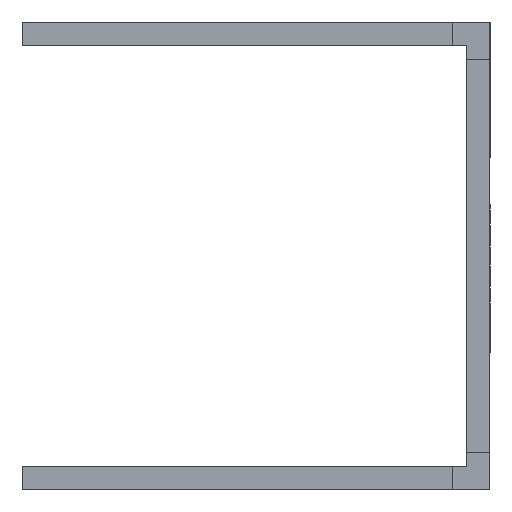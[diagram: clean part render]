
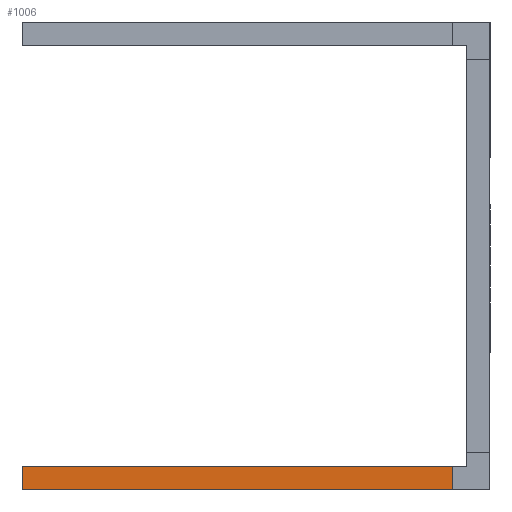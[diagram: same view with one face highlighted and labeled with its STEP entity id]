
A CAD part, left-side view. The second image highlights one B-rep face of the part: STEP entity #1006.
In plain terms, the highlighted planar face has unit normal (-1, 0, 0).
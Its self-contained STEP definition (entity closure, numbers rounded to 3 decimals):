
#36 = ORIENTED_EDGE ( 'NONE', *, *, #638, .T. ) ;
#53 = CARTESIAN_POINT ( 'NONE',  ( 0., 0., -25. ) ) ;
#80 = VERTEX_POINT ( 'NONE', #1751 ) ;
#109 = DIRECTION ( 'NONE',  ( 0., 0., 1. ) ) ;
#111 = VERTEX_POINT ( 'NONE', #2256 ) ;
#338 = LINE ( 'NONE', #53, #803 ) ;
#638 = EDGE_CURVE ( 'NONE', #1182, #80, #1368, .T. ) ;
#649 = FACE_OUTER_BOUND ( 'NONE', #1222, .T. ) ;
#686 = VECTOR ( 'NONE', #1083, 1000. ) ;
#730 = LINE ( 'NONE', #1686, #1345 ) ;
#803 = VECTOR ( 'NONE', #1990, 1000. ) ;
#1006 = ADVANCED_FACE ( 'NONE', ( #649 ), #2301, .T. ) ;
#1029 = CARTESIAN_POINT ( 'NONE',  ( 0., 4., -25. ) ) ;
#1078 = VERTEX_POINT ( 'NONE', #2582 ) ;
#1083 = DIRECTION ( 'NONE',  ( 0., 1., 0. ) ) ;
#1182 = VERTEX_POINT ( 'NONE', #2325 ) ;
#1222 = EDGE_LOOP ( 'NONE', ( #1821, #2672, #36, #2422 ) ) ;
#1281 = LINE ( 'NONE', #1029, #2549 ) ;
#1323 = DIRECTION ( 'NONE',  ( -1., 0., 0. ) ) ;
#1345 = VECTOR ( 'NONE', #2650, 1000. ) ;
#1368 = LINE ( 'NONE', #2516, #686 ) ;
#1458 = EDGE_CURVE ( 'NONE', #1078, #1182, #1281, .T. ) ;
#1558 = CARTESIAN_POINT ( 'NONE',  ( 0., 2.5, -21. ) ) ;
#1686 = CARTESIAN_POINT ( 'NONE',  ( 0., 50., -22.5 ) ) ;
#1751 = CARTESIAN_POINT ( 'NONE',  ( 0., 50., -22.5 ) ) ;
#1796 = EDGE_CURVE ( 'NONE', #80, #111, #730, .T. ) ;
#1821 = ORIENTED_EDGE ( 'NONE', *, *, #2698, .F. ) ;
#1989 = DIRECTION ( 'NONE',  ( 0., 0., 1. ) ) ;
#1990 = DIRECTION ( 'NONE',  ( 0., 1., 0. ) ) ;
#2256 = CARTESIAN_POINT ( 'NONE',  ( 0., 50., -25. ) ) ;
#2301 = PLANE ( 'NONE',  #2546 ) ;
#2325 = CARTESIAN_POINT ( 'NONE',  ( 0., 4., -22.5 ) ) ;
#2422 = ORIENTED_EDGE ( 'NONE', *, *, #1796, .T. ) ;
#2516 = CARTESIAN_POINT ( 'NONE',  ( 0., 0., -22.5 ) ) ;
#2546 = AXIS2_PLACEMENT_3D ( 'NONE', #1558, #1323, #109 ) ;
#2549 = VECTOR ( 'NONE', #1989, 1000. ) ;
#2582 = CARTESIAN_POINT ( 'NONE',  ( 0., 4., -25. ) ) ;
#2650 = DIRECTION ( 'NONE',  ( 0., 0., -1. ) ) ;
#2672 = ORIENTED_EDGE ( 'NONE', *, *, #1458, .T. ) ;
#2698 = EDGE_CURVE ( 'NONE', #1078, #111, #338, .T. ) ;
